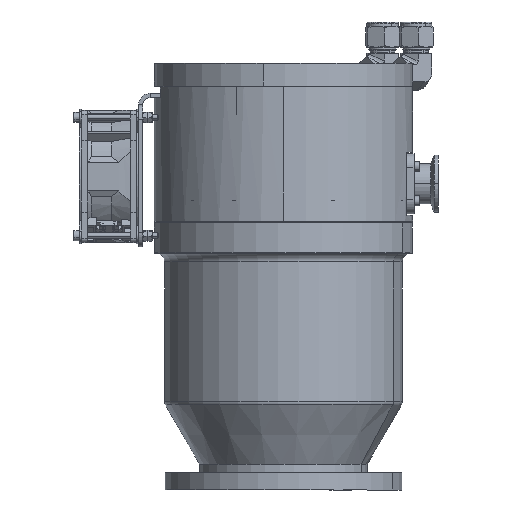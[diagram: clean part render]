
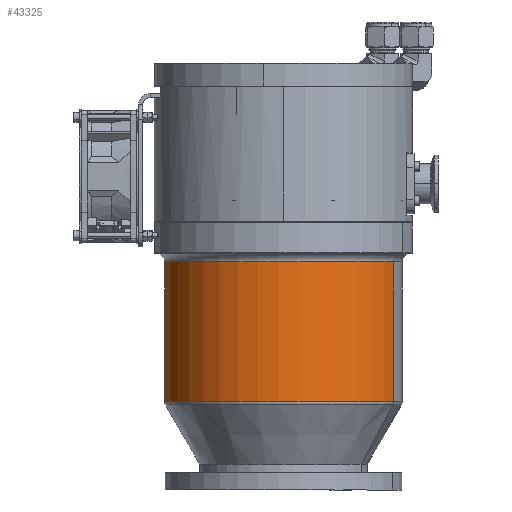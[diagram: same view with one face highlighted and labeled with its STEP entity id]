
A CAD part, left-side view. The second image highlights one B-rep face of the part: STEP entity #43325.
In plain terms, the highlighted cylindrical face has radius 83 mm (diameter 166 mm), a partial arc.
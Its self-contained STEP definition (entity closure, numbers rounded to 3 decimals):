
#2591 = CARTESIAN_POINT ( 'NONE',  ( 0., 0., 0. ) ) ;
#6373 = CARTESIAN_POINT ( 'NONE',  ( 0., 0., 83. ) ) ;
#6912 = ORIENTED_EDGE ( 'NONE', *, *, #20708, .F. ) ;
#7295 = CARTESIAN_POINT ( 'NONE',  ( 0., 130.925, 0. ) ) ;
#8156 = DIRECTION ( 'NONE',  ( 0., -1., 0. ) ) ;
#8942 = DIRECTION ( 'NONE',  ( 0., 0., -1. ) ) ;
#12449 = AXIS2_PLACEMENT_3D ( 'NONE', #7295, #68400, #31515 ) ;
#15142 = AXIS2_PLACEMENT_3D ( 'NONE', #72947, #31263, #42372 ) ;
#18269 = DIRECTION ( 'NONE',  ( 0., -1., 0. ) ) ;
#19031 = VECTOR ( 'NONE', #18269, 1000. ) ;
#19684 = FACE_OUTER_BOUND ( 'NONE', #53203, .T. ) ;
#20708 = EDGE_CURVE ( 'NONE', #37949, #61113, #36560, .T. ) ;
#21136 = ORIENTED_EDGE ( 'NONE', *, *, #73456, .T. ) ;
#23791 = CARTESIAN_POINT ( 'NONE',  ( 0., 130.925, 83. ) ) ;
#29908 = AXIS2_PLACEMENT_3D ( 'NONE', #2591, #8156, #8942 ) ;
#31263 = DIRECTION ( 'NONE',  ( 0., 1., 0. ) ) ;
#31515 = DIRECTION ( 'NONE',  ( 0., 0., 1. ) ) ;
#31674 = VERTEX_POINT ( 'NONE', #59483 ) ;
#34418 = ORIENTED_EDGE ( 'NONE', *, *, #60024, .T. ) ;
#36560 = LINE ( 'NONE', #6373, #19031 ) ;
#37949 = VERTEX_POINT ( 'NONE', #23791 ) ;
#38955 = LINE ( 'NONE', #62395, #75382 ) ;
#42372 = DIRECTION ( 'NONE',  ( 0., 0., 1. ) ) ;
#43325 = ADVANCED_FACE ( 'NONE', ( #19684 ), #55432, .T. ) ;
#46988 = CARTESIAN_POINT ( 'NONE',  ( 0., 130.925, -83. ) ) ;
#50587 = CIRCLE ( 'NONE', #15142, 83. ) ;
#51754 = CARTESIAN_POINT ( 'NONE',  ( 0., 33.7, 83. ) ) ;
#53203 = EDGE_LOOP ( 'NONE', ( #6912, #21136, #34418, #62234 ) ) ;
#55432 = CYLINDRICAL_SURFACE ( 'NONE', #29908, 83. ) ;
#59377 = CIRCLE ( 'NONE', #12449, 83. ) ;
#59483 = CARTESIAN_POINT ( 'NONE',  ( 0., 33.7, -83. ) ) ;
#59792 = VERTEX_POINT ( 'NONE', #46988 ) ;
#60024 = EDGE_CURVE ( 'NONE', #59792, #31674, #38955, .T. ) ;
#61113 = VERTEX_POINT ( 'NONE', #51754 ) ;
#61626 = DIRECTION ( 'NONE',  ( 0., -1., 0. ) ) ;
#62234 = ORIENTED_EDGE ( 'NONE', *, *, #66765, .T. ) ;
#62395 = CARTESIAN_POINT ( 'NONE',  ( 0., 0., -83. ) ) ;
#66765 = EDGE_CURVE ( 'NONE', #31674, #61113, #50587, .T. ) ;
#68400 = DIRECTION ( 'NONE',  ( 0., -1., 0. ) ) ;
#72947 = CARTESIAN_POINT ( 'NONE',  ( 0., 33.7, 0. ) ) ;
#73456 = EDGE_CURVE ( 'NONE', #37949, #59792, #59377, .T. ) ;
#75382 = VECTOR ( 'NONE', #61626, 1000. ) ;
